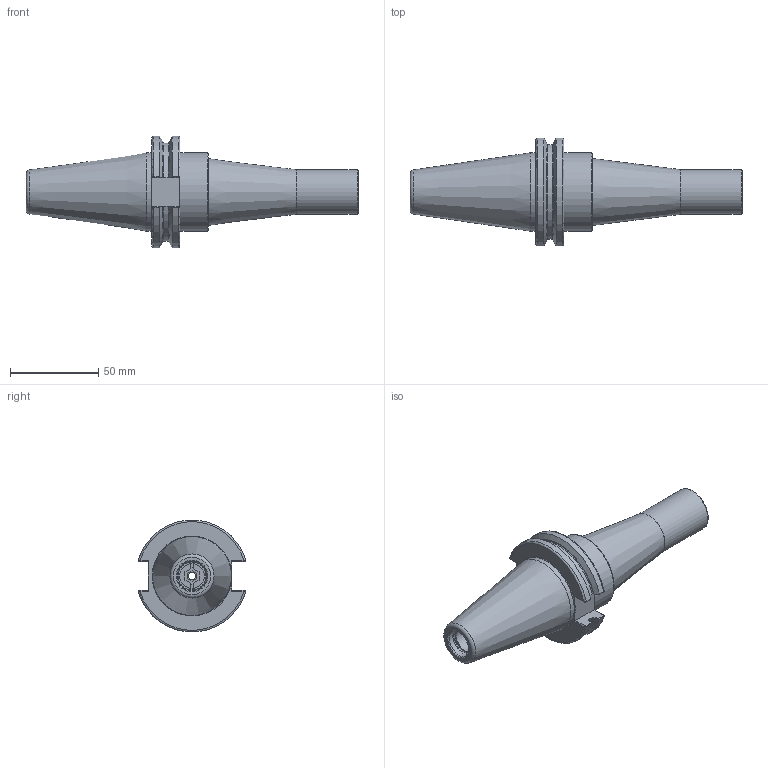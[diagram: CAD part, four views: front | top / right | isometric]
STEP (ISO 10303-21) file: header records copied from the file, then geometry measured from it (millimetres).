
FILE_DESCRIPTION(/* description */ (''),/* implementation_level */ '2;1');
FILE_NAME(/* name */ 'CAT40-MX12-120.stp',/* time_stamp */ '2019-07-15T11:49:21-05:00',/* author */ ('ldfli'),/* organization */ ('Pioneer N.A.'),/* preprocessor_version */ 'ST-DEVELOPER v18',/* originating_system */ 'Autodesk Inventor LT',/* authorisation */ '');
FILE_SCHEMA (('AUTOMOTIVE_DESIGN { 1 0 10303 214 3 1 1 }'));
Length unit declared in the file: millimetre
Products named in the file (1): CAT40-MX12-120
Bounding box: 188.25 x 61.14 x 63.31 mm (x, y, z)
Volume: 174247 mm3; surface area: 39722.4 mm2
Topology: 3 solids, 3 shells, 133 faces, 369 edges, 252 vertices
Faces by surface type: plane 64, cylinder 21, torus 18, bspline 16, cone 14
Full cylindrical faces by diameter (mm): 4 x1, 10 x2, 10.5 x1, 13 x1, 13.9 x1, 15.875 x1, 16 x1, 16.28 x1, 16.5 x1, 16.78 x1, 17.5 x1, 25.4 x1, 44.45 x2
Entity records: 5074 total; most frequent: CARTESIAN_POINT 1635, ORIENTED_EDGE 738, DIRECTION 689, EDGE_CURVE 369, AXIS2_PLACEMENT_3D 262, VERTEX_POINT 252, LINE 165, VECTOR 165
